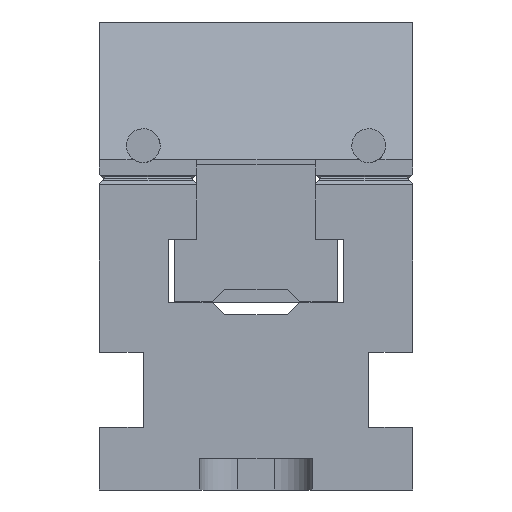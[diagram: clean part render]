
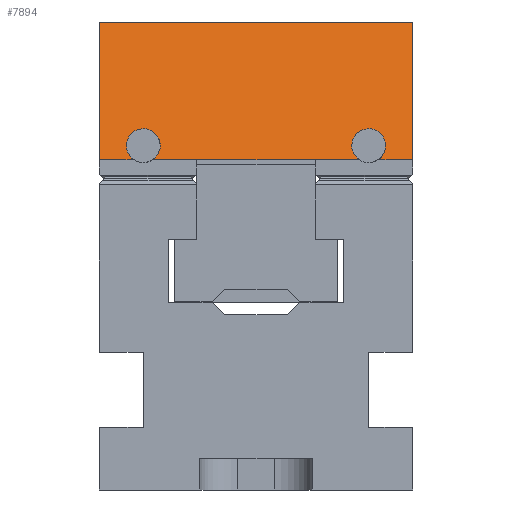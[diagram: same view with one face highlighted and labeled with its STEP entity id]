
A CAD part, front view. The second image highlights one B-rep face of the part: STEP entity #7894.
In plain terms, the highlighted face is planar.
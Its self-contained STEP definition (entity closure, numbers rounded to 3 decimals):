
#7894 = ADVANCED_FACE( '', ( #16461 ), #16462, .T. );
#16461 = FACE_OUTER_BOUND( '', #25707, .T. );
#16462 = PLANE( '', #25708 );
#25707 = EDGE_LOOP( '', ( #49216, #49217, #49218, #49219, #49220, #49221, #49222, #49223, #49224, #49225, #49226, #49227 ) );
#25708 = AXIS2_PLACEMENT_3D( '', #49228, #49229, #49230 );
#49216 = ORIENTED_EDGE( '', *, *, #66888, .F. );
#49217 = ORIENTED_EDGE( '', *, *, #59608, .T. );
#49218 = ORIENTED_EDGE( '', *, *, #60016, .F. );
#49219 = ORIENTED_EDGE( '', *, *, #59606, .T. );
#49220 = ORIENTED_EDGE( '', *, *, #62174, .F. );
#49221 = ORIENTED_EDGE( '', *, *, #58250, .F. );
#49222 = ORIENTED_EDGE( '', *, *, #63929, .T. );
#49223 = ORIENTED_EDGE( '', *, *, #64200, .T. );
#49224 = ORIENTED_EDGE( '', *, *, #59680, .F. );
#49225 = ORIENTED_EDGE( '', *, *, #64199, .T. );
#49226 = ORIENTED_EDGE( '', *, *, #65205, .F. );
#49227 = ORIENTED_EDGE( '', *, *, #63302, .F. );
#49228 = CARTESIAN_POINT( '', ( 25., 11.85, 12.5 ) );
#49229 = DIRECTION( '', ( 0., 0.966, 0.259 ) );
#49230 = DIRECTION( '', ( 0., -0.259, 0.966 ) );
#58250 = EDGE_CURVE( '', #70705, #70707, #70708, .T. );
#59606 = EDGE_CURVE( '', #73075, #73073, #73076, .T. );
#59608 = EDGE_CURVE( '', #73079, #73077, #73080, .T. );
#59680 = EDGE_CURVE( '', #73202, #73203, #73204, .T. );
#60016 = EDGE_CURVE( '', #73075, #73077, #73776, .T. );
#62174 = EDGE_CURVE( '', #70707, #73073, #77356, .T. );
#63302 = EDGE_CURVE( '', #79164, #79166, #79167, .T. );
#63929 = EDGE_CURVE( '', #70705, #80108, #80110, .T. );
#64199 = EDGE_CURVE( '', #73202, #80512, #80514, .T. );
#64200 = EDGE_CURVE( '', #80108, #73203, #80515, .T. );
#65205 = EDGE_CURVE( '', #79166, #80512, #81939, .T. );
#66888 = EDGE_CURVE( '', #73079, #79164, #84201, .T. );
#70705 = VERTEX_POINT( '', #89043 );
#70707 = VERTEX_POINT( '', #89046 );
#70708 = LINE( '', #89047, #89048 );
#73073 = VERTEX_POINT( '', #92491 );
#73075 = VERTEX_POINT( '', #92494 );
#73076 = LINE( '', #92495, #92496 );
#73077 = VERTEX_POINT( '', #92497 );
#73079 = VERTEX_POINT( '', #92499 );
#73080 = LINE( '', #92500, #92501 );
#73202 = VERTEX_POINT( '', #92673 );
#73203 = VERTEX_POINT( '', #92674 );
#73204 = ELLIPSE( '', #92675, 2.795, 2.7 );
#73776 = ELLIPSE( '', #93504, 2.795, 2.7 );
#77356 = LINE( '', #98762, #98763 );
#79164 = VERTEX_POINT( '', #101610 );
#79166 = VERTEX_POINT( '', #101613 );
#79167 = LINE( '', #101614, #101615 );
#80108 = VERTEX_POINT( '', #102996 );
#80110 = LINE( '', #102999, #103000 );
#80512 = VERTEX_POINT( '', #103604 );
#80514 = LINE( '', #103607, #103608 );
#80515 = LINE( '', #103609, #103610 );
#81939 = LINE( '', #105732, #105733 );
#84201 = LINE( '', #109281, #109282 );
#89043 = CARTESIAN_POINT( '', ( 25., 11.85, 12.5 ) );
#89046 = CARTESIAN_POINT( '', ( -25., 11.85, 12.5 ) );
#89047 = CARTESIAN_POINT( '', ( 25., 11.85, 12.5 ) );
#89048 = VECTOR( '', #113813, 1000. );
#92491 = CARTESIAN_POINT( '', ( -25., 17.75, -9.519 ) );
#92494 = CARTESIAN_POINT( '', ( -19.463, 17.75, -9.519 ) );
#92495 = CARTESIAN_POINT( '', ( 25., 17.75, -9.519 ) );
#92496 = VECTOR( '', #114935, 1000. );
#92497 = CARTESIAN_POINT( '', ( -16.537, 17.75, -9.519 ) );
#92499 = CARTESIAN_POINT( '', ( -9.5, 17.75, -9.519 ) );
#92500 = CARTESIAN_POINT( '', ( 25., 17.75, -9.519 ) );
#92501 = VECTOR( '', #114939, 1000. );
#92673 = CARTESIAN_POINT( '', ( 16.537, 17.75, -9.519 ) );
#92674 = CARTESIAN_POINT( '', ( 19.463, 17.75, -9.519 ) );
#92675 = AXIS2_PLACEMENT_3D( '', #115005, #115006, #115007 );
#93504 = AXIS2_PLACEMENT_3D( '', #115289, #115290, #115291 );
#98762 = CARTESIAN_POINT( '', ( -25., 11.85, 12.5 ) );
#98763 = VECTOR( '', #117102, 1000. );
#101610 = CARTESIAN_POINT( '', ( -9.5, 17.745, -9.5 ) );
#101613 = CARTESIAN_POINT( '', ( 9.5, 17.745, -9.5 ) );
#101614 = CARTESIAN_POINT( '', ( 25., 17.745, -9.5 ) );
#101615 = VECTOR( '', #118158, 1000. );
#102996 = CARTESIAN_POINT( '', ( 25., 17.75, -9.519 ) );
#102999 = CARTESIAN_POINT( '', ( 25., 11.85, 12.5 ) );
#103000 = VECTOR( '', #118716, 1000. );
#103604 = CARTESIAN_POINT( '', ( 9.5, 17.75, -9.519 ) );
#103607 = CARTESIAN_POINT( '', ( 25., 17.75, -9.519 ) );
#103608 = VECTOR( '', #118923, 1000. );
#103609 = CARTESIAN_POINT( '', ( 25., 17.75, -9.519 ) );
#103610 = VECTOR( '', #118924, 1000. );
#105732 = CARTESIAN_POINT( '', ( 9.5, 11.85, 12.5 ) );
#105733 = VECTOR( '', #119671, 1000. );
#109281 = CARTESIAN_POINT( '', ( -9.5, 11.85, 12.5 ) );
#109282 = VECTOR( '', #121011, 1000. );
#113813 = DIRECTION( '', ( -1., 0., 0. ) );
#114935 = DIRECTION( '', ( -1., 0., 0. ) );
#114939 = DIRECTION( '', ( -1., 0., 0. ) );
#115005 = CARTESIAN_POINT( '', ( 18., 17.142, -7.25 ) );
#115006 = DIRECTION( '', ( 0., 0.966, 0.259 ) );
#115007 = DIRECTION( '', ( 0., 0.259, -0.966 ) );
#115289 = CARTESIAN_POINT( '', ( -18., 17.142, -7.25 ) );
#115290 = DIRECTION( '', ( 0., 0.966, 0.259 ) );
#115291 = DIRECTION( '', ( 0., 0.259, -0.966 ) );
#117102 = DIRECTION( '', ( 0., 0.259, -0.966 ) );
#118158 = DIRECTION( '', ( 1., 0., 0. ) );
#118716 = DIRECTION( '', ( 0., 0.259, -0.966 ) );
#118923 = DIRECTION( '', ( -1., 0., 0. ) );
#118924 = DIRECTION( '', ( -1., 0., 0. ) );
#119671 = DIRECTION( '', ( 0., 0.259, -0.966 ) );
#121011 = DIRECTION( '', ( 0., -0.259, 0.966 ) );
